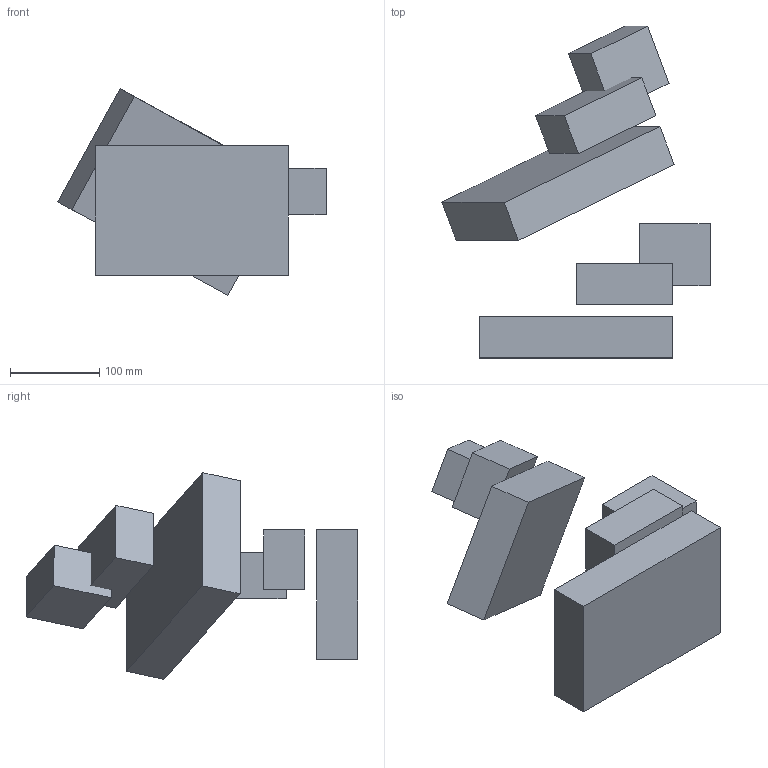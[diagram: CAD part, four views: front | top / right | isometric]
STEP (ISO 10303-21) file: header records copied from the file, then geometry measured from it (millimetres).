
FILE_DESCRIPTION(('CATIA V5 STEP Exchange'),'2;1');
FILE_NAME('Product3.stp','2016-01-04T00:25:09+00:00',('none'),('none'),'CATIA Version 5 Release 19 SP 4 (IN-10)','CATIA V5 STEP AP203','none');
FILE_SCHEMA(('CONFIG_CONTROL_DESIGN'));
Length unit declared in the file: millimetre
Products named in the file (2): Product3; Product1
Assembly tree (7 placements, depth 3):
  Product3
    #58
    #233
    #408
    Product1
      #591
      #766
      #941
Bounding box: 301.2 x 372.77 x 231.92 mm (x, y, z)
Volume: 4158032.8 mm3; surface area: 307483 mm2
Topology: 6 solids, 6 shells, 36 faces, 72 edges, 48 vertices
Faces by surface type: plane 36
Entity records: 1104 total; most frequent: DIRECTION 172, CARTESIAN_POINT 170, ORIENTED_EDGE 144, VECTOR 72, EDGE_CURVE 72, LINE 72, AXIS2_PLACEMENT_3D 50, VERTEX_POINT 48
